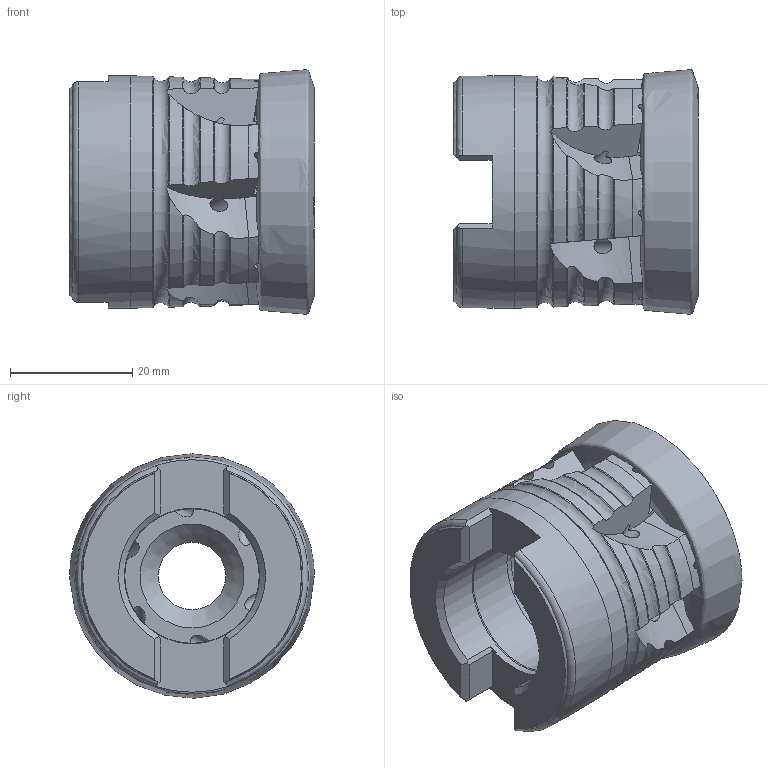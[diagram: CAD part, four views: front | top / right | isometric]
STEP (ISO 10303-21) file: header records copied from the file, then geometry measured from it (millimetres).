
FILE_DESCRIPTION (( 'STEP AP214' ), '1' );
FILE_NAME ('00PP-040-542-6.STEP', '2013-09-13T12:56:44', ( '' ), ( '' ), 'SwSTEP 2.0', 'SolidWorks 2013', '' );
FILE_SCHEMA (( 'AUTOMOTIVE_DESIGN' ));
Length unit declared in the file: millimetre
Products named in the file (1): 00PP-040-542-6
Bounding box: 40.04 x 39.98 x 39.98 mm (x, y, z)
Volume: 29607.9 mm3; surface area: 10290.6 mm2
Topology: 1 solids, 1 shells, 252 faces, 766 edges, 502 vertices
Faces by surface type: plane 132, torus 48, cone 29, cylinder 24, bspline 19
Full cylindrical faces by diameter (mm): 2.5 x6, 11 x1, 16.5 x1, 22 x1, 22.15 x1, 22.3 x1, 38 x1
Entity records: 10875 total; most frequent: CARTESIAN_POINT 4966, ORIENTED_EDGE 1450, DIRECTION 938, EDGE_CURVE 725, VERTEX_POINT 486, AXIS2_PLACEMENT_3D 377, B_SPLINE_CURVE_WITH_KNOTS 333, EDGE_LOOP 275
